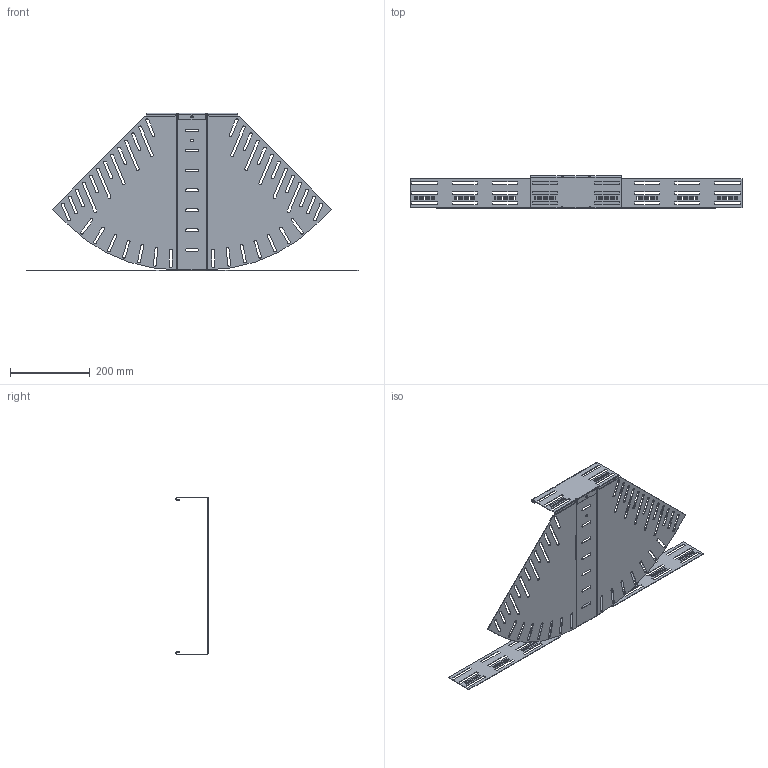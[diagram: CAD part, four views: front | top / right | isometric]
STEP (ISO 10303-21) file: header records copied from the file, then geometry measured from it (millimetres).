
FILE_DESCRIPTION (( 'STEP AP214' ), '1' );
FILE_NAME ('6037226.STEP', '2024-10-24T14:34:39', ( '' ), ( '' ), 'SwSTEP 2.0', 'SolidWorks 2024', '' );
FILE_SCHEMA (( 'AUTOMOTIVE_DESIGN' ));
Length unit declared in the file: millimetre
Products named in the file (3): 167655_85x0°; 181455_400; 6037226
Assembly tree (2 placements, depth 2):
  6037226
    181455_400
    167655_85x0°
Bounding box: 834 x 82 x 395 mm (x, y, z)
Volume: 303102.6 mm3; surface area: 503076.1 mm2
Topology: 2 solids, 2 shells, 856 faces, 2460 edges, 1608 vertices
Faces by surface type: plane 572, cylinder 274, bspline 10
Entity records: 28754 total; most frequent: CARTESIAN_POINT 5297, ORIENTED_EDGE 4920, DIRECTION 4650, EDGE_CURVE 2460, VECTOR 1892, LINE 1892, VERTEX_POINT 1608, AXIS2_PLACEMENT_3D 1379
